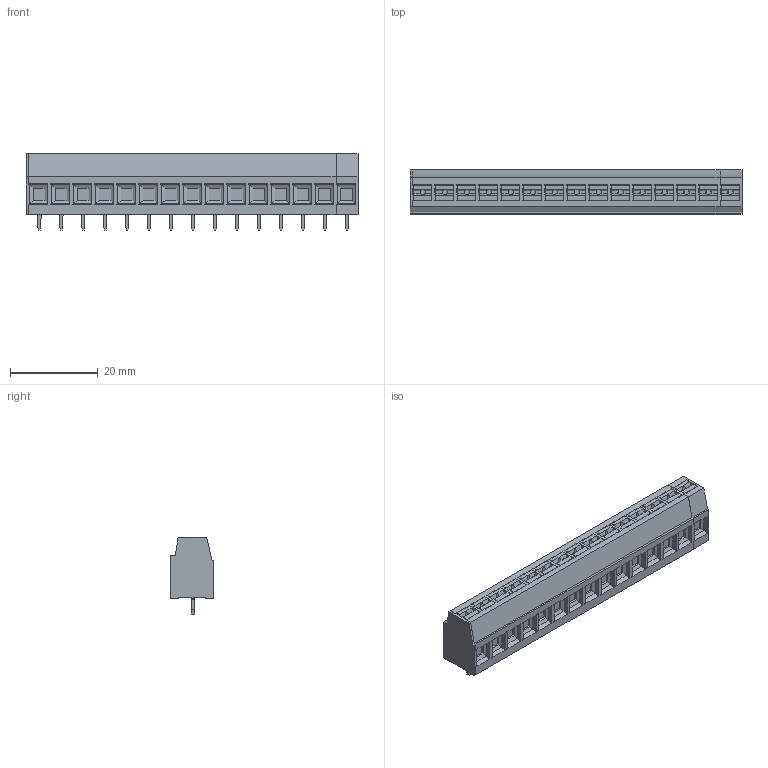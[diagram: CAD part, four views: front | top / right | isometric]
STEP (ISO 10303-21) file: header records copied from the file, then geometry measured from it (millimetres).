
FILE_DESCRIPTION(('CATIA V5 STEP Exchange','CAx-IF Rec.Pracs.--- Model Styling and Organization---1.4--- 2014-01-23'),'2;1');
FILE_NAME ('D1528659_0_2786670000_2786670000.stp','2022-04-26T10:46:48+00:00',('none'),('Weidmueller'),'CATIA Version 5-6 Release 2016 SP3 HF44','CATIA V5 STEP AP214','none');
FILE_SCHEMA(('AUTOMOTIVE_DESIGN { 1 0 10303 214 1 1 1 1 }'));
Length unit declared in the file: millimetre
Products named in the file (1): 2786670000
Bounding box: 75.5 x 10 x 17.3 mm (x, y, z)
Volume: 8943.2 mm3; surface area: 6210.7 mm2
Topology: 33 solids, 64 shells, 1586 faces, 4326 edges, 2898 vertices
Faces by surface type: plane 1470, cylinder 104, cone 12
Entity records: 46514 total; most frequent: CARTESIAN_POINT 10080, ORIENTED_EDGE 8652, DIRECTION 5577, EDGE_CURVE 4326, VECTOR 3881, LINE 3881, VERTEX_POINT 2898, EDGE_LOOP 1646
